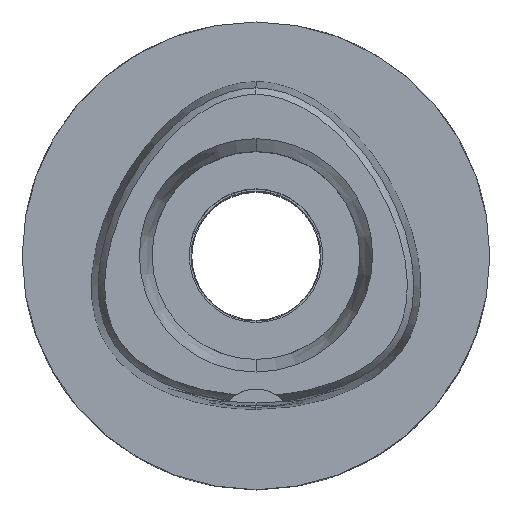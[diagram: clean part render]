
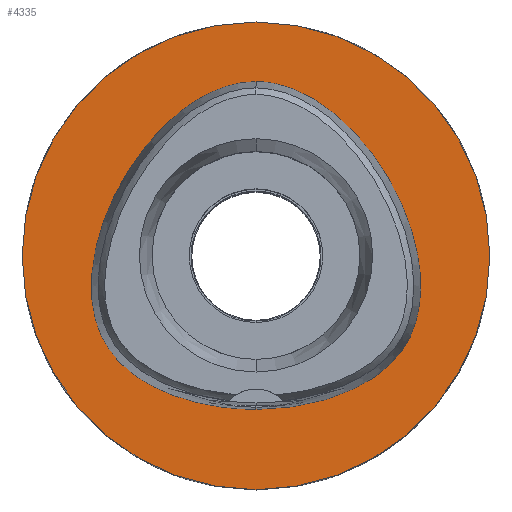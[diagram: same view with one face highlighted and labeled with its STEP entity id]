
A CAD part, top view. The second image highlights one B-rep face of the part: STEP entity #4335.
In plain terms, the highlighted planar face has unit normal (0, 0, 1).
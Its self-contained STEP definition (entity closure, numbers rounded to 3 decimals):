
#10 = CARTESIAN_POINT ( 'NONE',  ( 0., -31.5, 0. ) ) ;
#46 = CARTESIAN_POINT ( 'NONE',  ( 0.855, 23.475, 0. ) ) ;
#87 = CARTESIAN_POINT ( 'NONE',  ( -2.114, -20.675, 0. ) ) ;
#132 = CIRCLE ( 'NONE', #4563, 31.5 ) ;
#250 = DIRECTION ( 'NONE',  ( 0., 1., 0. ) ) ;
#396 = CARTESIAN_POINT ( 'NONE',  ( 2.565, 23.293, 0. ) ) ;
#432 = CARTESIAN_POINT ( 'NONE',  ( 22.057, -6.848, 0. ) ) ;
#574 = CARTESIAN_POINT ( 'NONE',  ( -22.245, -4.1, 0. ) ) ;
#615 = EDGE_LOOP ( 'NONE', ( #3444, #5459 ) ) ;
#694 = CIRCLE ( 'NONE', #3232, 31.5 ) ;
#861 = CARTESIAN_POINT ( 'NONE',  ( -5.098, 22.526, 0. ) ) ;
#914 = CARTESIAN_POINT ( 'NONE',  ( 14.408, 15.641, 0. ) ) ;
#979 = CARTESIAN_POINT ( 'NONE',  ( -21.555, -8.996, 0. ) ) ;
#1012 = CARTESIAN_POINT ( 'NONE',  ( -22.057, -6.848, 0. ) ) ;
#1199 = CARTESIAN_POINT ( 'NONE',  ( 0., 0., 0. ) ) ;
#1316 = CARTESIAN_POINT ( 'NONE',  ( 20.749, 4.657, 0. ) ) ;
#1317 = DIRECTION ( 'NONE',  ( 0., 0., -1. ) ) ;
#1343 = EDGE_CURVE ( 'NONE', #5159, #3533, #132, .T. ) ;
#1347 = CARTESIAN_POINT ( 'NONE',  ( 16.959, -15.678, 0. ) ) ;
#1406 = CARTESIAN_POINT ( 'NONE',  ( -6.341, -20.298, 0. ) ) ;
#1713 = CARTESIAN_POINT ( 'NONE',  ( 11.233, -18.893, 0. ) ) ;
#1715 = FACE_OUTER_BOUND ( 'NONE', #615, .T. ) ;
#1721 = CARTESIAN_POINT ( 'NONE',  ( 0., 23.475, 0. ) ) ;
#1730 = ORIENTED_EDGE ( 'NONE', *, *, #1882, .F. ) ;
#1740 = CARTESIAN_POINT ( 'NONE',  ( 0., 0., 0. ) ) ;
#1744 = CARTESIAN_POINT ( 'NONE',  ( -7.571, 21.315, 0. ) ) ;
#1822 = CARTESIAN_POINT ( 'NONE',  ( 0., -20.675, 0. ) ) ;
#1882 = EDGE_CURVE ( 'NONE', #4919, #4683, #5538, .T. ) ;
#2136 = CARTESIAN_POINT ( 'NONE',  ( 6.341, -20.298, 0. ) ) ;
#2215 = CARTESIAN_POINT ( 'NONE',  ( 21.978, -0.281, 0. ) ) ;
#2222 = CARTESIAN_POINT ( 'NONE',  ( -18.068, 10.432, 0. ) ) ;
#2247 = CARTESIAN_POINT ( 'NONE',  ( 19.649, -12.825, 0. ) ) ;
#2255 = CARTESIAN_POINT ( 'NONE',  ( -11.233, -18.893, 0. ) ) ;
#2283 = CARTESIAN_POINT ( 'NONE',  ( -20.932, -10.604, 0. ) ) ;
#2308 = CARTESIAN_POINT ( 'NONE',  ( -19.649, -12.825, 0. ) ) ;
#2618 = CARTESIAN_POINT ( 'NONE',  ( 10.746, 19.174, 0. ) ) ;
#2620 = DIRECTION ( 'NONE',  ( 0., -1., 0. ) ) ;
#2666 = CARTESIAN_POINT ( 'NONE',  ( 20.35, -11.749, 0. ) ) ;
#2698 = CARTESIAN_POINT ( 'NONE',  ( 0., 31.5, 0. ) ) ;
#2708 = CARTESIAN_POINT ( 'NONE',  ( -20.35, -11.749, 0. ) ) ;
#2768 = EDGE_CURVE ( 'NONE', #4683, #4919, #5450, .T. ) ;
#2779 = AXIS2_PLACEMENT_3D ( 'NONE', #1740, #1317, #2620 ) ;
#3015 = CARTESIAN_POINT ( 'NONE',  ( -0.855, 23.475, 0. ) ) ;
#3035 = CARTESIAN_POINT ( 'NONE',  ( 0., 23.475, 0. ) ) ;
#3144 = CARTESIAN_POINT ( 'NONE',  ( 0., -20.675, 0. ) ) ;
#3232 = AXIS2_PLACEMENT_3D ( 'NONE', #1199, #4572, #250 ) ;
#3411 = FACE_BOUND ( 'NONE', #5157, .T. ) ;
#3436 = CARTESIAN_POINT ( 'NONE',  ( 2.114, -20.675, 0. ) ) ;
#3444 = ORIENTED_EDGE ( 'NONE', *, *, #3686, .F. ) ;
#3470 = CARTESIAN_POINT ( 'NONE',  ( 0., 0., 0. ) ) ;
#3533 = VERTEX_POINT ( 'NONE', #2698 ) ;
#3552 = CARTESIAN_POINT ( 'NONE',  ( 5.098, 22.526, 0. ) ) ;
#3558 = CARTESIAN_POINT ( 'NONE',  ( 0., -20.675, 0. ) ) ;
#3618 = CARTESIAN_POINT ( 'NONE',  ( -14.673, -17.214, 0. ) ) ;
#3686 = EDGE_CURVE ( 'NONE', #3533, #5159, #694, .T. ) ;
#3934 = CARTESIAN_POINT ( 'NONE',  ( 7.571, 21.315, 0. ) ) ;
#3956 = CARTESIAN_POINT ( 'NONE',  ( 0., 23.475, 0. ) ) ;
#3972 = CARTESIAN_POINT ( 'NONE',  ( -10.746, 19.174, 0. ) ) ;
#4024 = CARTESIAN_POINT ( 'NONE',  ( -16.959, -15.678, 0. ) ) ;
#4335 = ADVANCED_FACE ( 'NONE', ( #1715, #3411 ), #5100, .F. ) ;
#4336 = DIRECTION ( 'NONE',  ( 0., -1., 0. ) ) ;
#4375 = CARTESIAN_POINT ( 'NONE',  ( 18.068, 10.432, 0. ) ) ;
#4410 = CARTESIAN_POINT ( 'NONE',  ( -18.568, -14.169, 0. ) ) ;
#4418 = ORIENTED_EDGE ( 'NONE', *, *, #2768, .F. ) ;
#4439 = CARTESIAN_POINT ( 'NONE',  ( -21.978, -0.281, 0. ) ) ;
#4563 = AXIS2_PLACEMENT_3D ( 'NONE', #3470, #5150, #4336 ) ;
#4572 = DIRECTION ( 'NONE',  ( 0., 0., -1. ) ) ;
#4683 = VERTEX_POINT ( 'NONE', #3956 ) ;
#4714 = CARTESIAN_POINT ( 'NONE',  ( 14.673, -17.214, 0. ) ) ;
#4720 = CARTESIAN_POINT ( 'NONE',  ( -2.565, 23.293, 0. ) ) ;
#4774 = CARTESIAN_POINT ( 'NONE',  ( 20.932, -10.604, 0. ) ) ;
#4827 = CARTESIAN_POINT ( 'NONE',  ( -20.749, 4.657, 0. ) ) ;
#4919 = VERTEX_POINT ( 'NONE', #3144 ) ;
#5100 = PLANE ( 'NONE',  #2779 ) ;
#5122 = CARTESIAN_POINT ( 'NONE',  ( 22.245, -4.1, 0. ) ) ;
#5146 = CARTESIAN_POINT ( 'NONE',  ( 21.555, -8.996, 0. ) ) ;
#5150 = DIRECTION ( 'NONE',  ( 0., 0., -1. ) ) ;
#5157 = EDGE_LOOP ( 'NONE', ( #4418, #1730 ) ) ;
#5159 = VERTEX_POINT ( 'NONE', #10 ) ;
#5296 = CARTESIAN_POINT ( 'NONE',  ( -14.408, 15.641, 0. ) ) ;
#5450 = B_SPLINE_CURVE_WITH_KNOTS ( 'NONE', 3,
 ( #1721, #3015, #4720, #861, #1744, #3972, #5296, #2222, #4827, #4439, #574, #1012, #979, #2283, #2708, #2308, #4410, #4024, #3618, #2255, #1406, #87, #3558 ),
 .UNSPECIFIED., .F., .F.,
 ( 4, 1, 1, 1, 1, 1, 1, 1, 1, 1, 1, 1, 1, 1, 1, 1, 1, 1, 1, 1, 4 ),
 ( 0., 0.042, 0.083, 0.125, 0.167, 0.25, 0.333, 0.417, 0.5, 0.542, 0.583, 0.625, 0.646, 0.667, 0.688, 0.708, 0.75, 0.792, 0.833, 0.917, 1. ),
 .UNSPECIFIED. ) ;
#5459 = ORIENTED_EDGE ( 'NONE', *, *, #1343, .F. ) ;
#5538 = B_SPLINE_CURVE_WITH_KNOTS ( 'NONE', 3,
 ( #1822, #3436, #2136, #1713, #4714, #1347, #5542, #2247, #2666, #4774, #5146, #432, #5122, #2215, #1316, #4375, #914, #2618, #3934, #3552, #396, #46, #3035 ),
 .UNSPECIFIED., .F., .F.,
 ( 4, 1, 1, 1, 1, 1, 1, 1, 1, 1, 1, 1, 1, 1, 1, 1, 1, 1, 1, 1, 4 ),
 ( 0., 0.083, 0.167, 0.208, 0.25, 0.292, 0.313, 0.333, 0.354, 0.375, 0.417, 0.458, 0.5, 0.583, 0.667, 0.75, 0.833, 0.875, 0.917, 0.958, 1. ),
 .UNSPECIFIED. ) ;
#5542 = CARTESIAN_POINT ( 'NONE',  ( 18.568, -14.169, 0. ) ) ;
